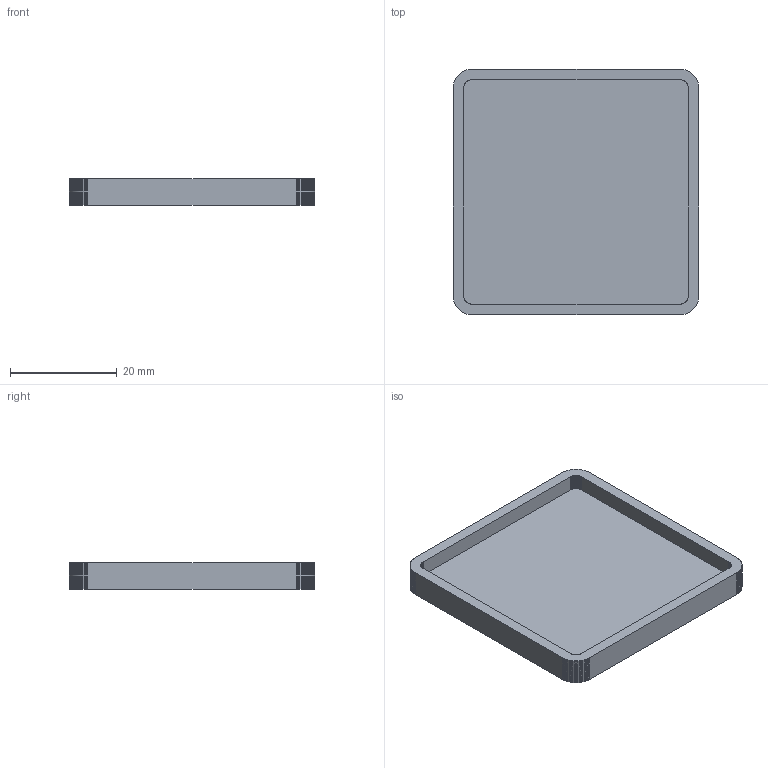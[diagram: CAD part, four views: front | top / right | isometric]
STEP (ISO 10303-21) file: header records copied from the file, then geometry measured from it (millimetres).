
FILE_DESCRIPTION(('Designed by EasyEDA Pro'),'2;1');
FILE_NAME('Open CASCADE Shape Model','2025-09-07T11:36:04',('Author'),( 'Open CASCADE'),'Open CASCADE STEP processor 7.8','Open CASCADE 7.8' ,'Unknown');
FILE_SCHEMA(('AUTOMOTIVE_DESIGN { 1 0 10303 214 1 1 1 1 }'));
Length unit declared in the file: millimetre
Products named in the file (1): Open CASCADE STEP translator 7.8 2
Bounding box: 46 x 46 x 5 mm (x, y, z)
Volume: 5241.1 mm3; surface area: 5597.1 mm2
Topology: 1 solids, 1 shells, 195 faces, 576 edges, 384 vertices
Faces by surface type: bspline 195
Entity records: 12140 total; most frequent: CARTESIAN_POINT 4621, B_SPLINE_CURVE_WITH_KNOTS 1728, ORIENTED_EDGE 1152, PCURVE 1152, DEFINITIONAL_REPRESENTATION 1152, EDGE_CURVE 576, SURFACE_CURVE 576, VERTEX_POINT 384
